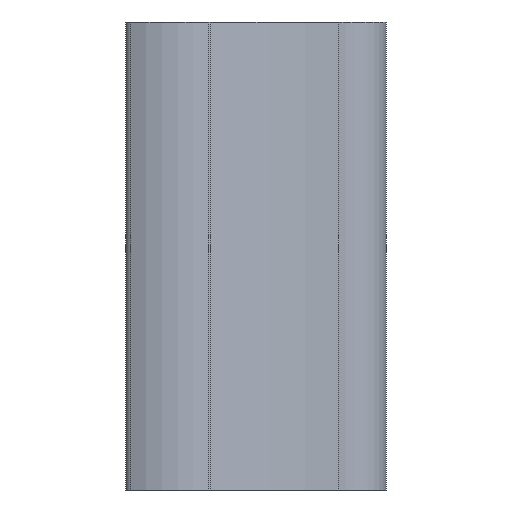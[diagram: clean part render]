
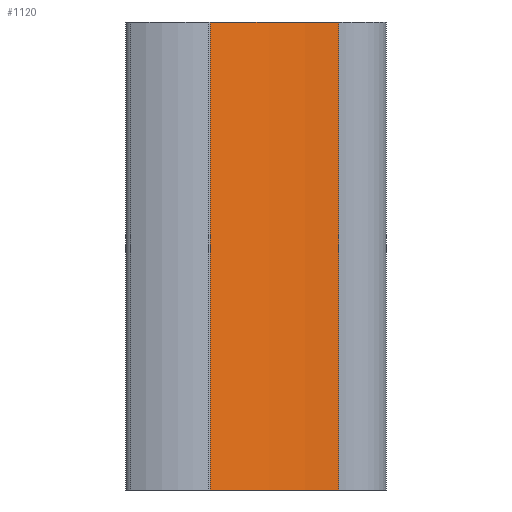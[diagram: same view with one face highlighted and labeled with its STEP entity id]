
A CAD part, left-side view. The second image highlights one B-rep face of the part: STEP entity #1120.
In plain terms, the highlighted free-form (B-spline) face has degree [5, 1] with [11, 2] control points.
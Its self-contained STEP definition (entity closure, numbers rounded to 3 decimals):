
#24=(
BOUNDED_CURVE()
B_SPLINE_CURVE(5,(#3832,#3833,#3834,#3835,#3836,#3837,#3838,#3839,#3840,
#3841,#3842),.UNSPECIFIED.,.F.,.F.)
B_SPLINE_CURVE_WITH_KNOTS((6,1,1,1,1,1,6),(0.007,0.1,0.2,
0.3,0.4,0.5,0.531),.UNSPECIFIED.)
CURVE()
GEOMETRIC_REPRESENTATION_ITEM()
RATIONAL_B_SPLINE_CURVE((1.,1.,1.,1.,1.,1.,1.,1.,1.,1.,1.))
REPRESENTATION_ITEM('')
);
#26=(
BOUNDED_CURVE()
B_SPLINE_CURVE(5,(#3896,#3897,#3898,#3899,#3900,#3901,#3902,#3903,#3904,
#3905,#3906),.UNSPECIFIED.,.F.,.F.)
B_SPLINE_CURVE_WITH_KNOTS((6,1,1,1,1,1,6),(0.007,0.1,0.2,
0.3,0.4,0.5,0.531),.UNSPECIFIED.)
CURVE()
GEOMETRIC_REPRESENTATION_ITEM()
RATIONAL_B_SPLINE_CURVE((1.,1.,1.,1.,1.,1.,1.,1.,1.,1.,1.))
REPRESENTATION_ITEM('')
);
#30=(
BOUNDED_SURFACE()
B_SPLINE_SURFACE(5,1,((#3872,#3873),(#3874,#3875),(#3876,#3877),(#3878,
#3879),(#3880,#3881),(#3882,#3883),(#3884,#3885),(#3886,#3887),(#3888,#3889),
(#3890,#3891),(#3892,#3893)),.UNSPECIFIED.,.F.,.F.,.F.)
B_SPLINE_SURFACE_WITH_KNOTS((6,1,1,1,1,1,6),(2,2),(0.007,
0.1,0.2,0.3,0.4,0.5,0.531),(0.,3.5),.UNSPECIFIED.)
GEOMETRIC_REPRESENTATION_ITEM()
RATIONAL_B_SPLINE_SURFACE(((1.,1.),(1.,1.),(1.,1.),(1.,1.),(1.,1.),(1.,
1.),(1.,1.),(1.,1.),(1.,1.),(1.,1.),(1.,1.)))
REPRESENTATION_ITEM('')
SURFACE()
);
#144=FACE_OUTER_BOUND('',#214,.T.);
#214=EDGE_LOOP('',(#978,#979,#980,#981));
#341=LINE('',#3907,#397);
#342=LINE('',#3908,#398);
#397=VECTOR('',#1447,10.);
#398=VECTOR('',#1448,10.);
#500=VERTEX_POINT('',#3824);
#501=VERTEX_POINT('',#3831);
#510=VERTEX_POINT('',#3894);
#511=VERTEX_POINT('',#3895);
#659=EDGE_CURVE('',#500,#501,#24,.T.);
#672=EDGE_CURVE('',#510,#511,#26,.T.);
#673=EDGE_CURVE('',#501,#511,#341,.T.);
#674=EDGE_CURVE('',#510,#500,#342,.T.);
#978=ORIENTED_EDGE('',*,*,#672,.T.);
#979=ORIENTED_EDGE('',*,*,#673,.F.);
#980=ORIENTED_EDGE('',*,*,#659,.F.);
#981=ORIENTED_EDGE('',*,*,#674,.F.);
#1120=ADVANCED_FACE('',(#144),#30,.T.);
#1447=DIRECTION('',(0.,0.,-1.));
#1448=DIRECTION('',(0.,0.,1.));
#3824=CARTESIAN_POINT('',(-6.304,22.148,35.));
#3831=CARTESIAN_POINT('',(-3.499,12.558,35.));
#3832=CARTESIAN_POINT('Ctrl Pts',(-6.304,22.148,35.));
#3833=CARTESIAN_POINT('Ctrl Pts',(-6.133,21.79,35.));
#3834=CARTESIAN_POINT('Ctrl Pts',(-5.788,21.047,35.));
#3835=CARTESIAN_POINT('Ctrl Pts',(-5.303,19.93,35.));
#3836=CARTESIAN_POINT('Ctrl Pts',(-4.732,18.451,35.));
#3837=CARTESIAN_POINT('Ctrl Pts',(-4.157,16.634,35.));
#3838=CARTESIAN_POINT('Ctrl Pts',(-3.793,15.082,35.));
#3839=CARTESIAN_POINT('Ctrl Pts',(-3.611,13.915,35.));
#3840=CARTESIAN_POINT('Ctrl Pts',(-3.533,13.114,35.));
#3841=CARTESIAN_POINT('Ctrl Pts',(-3.505,12.664,35.));
#3842=CARTESIAN_POINT('Ctrl Pts',(-3.499,12.558,35.));
#3872=CARTESIAN_POINT('Ctrl Pts',(-6.304,22.148,0.));
#3873=CARTESIAN_POINT('Ctrl Pts',(-6.304,22.148,35.));
#3874=CARTESIAN_POINT('Ctrl Pts',(-6.133,21.79,0.));
#3875=CARTESIAN_POINT('Ctrl Pts',(-6.133,21.79,35.));
#3876=CARTESIAN_POINT('Ctrl Pts',(-5.788,21.047,0.));
#3877=CARTESIAN_POINT('Ctrl Pts',(-5.788,21.047,35.));
#3878=CARTESIAN_POINT('Ctrl Pts',(-5.303,19.93,0.));
#3879=CARTESIAN_POINT('Ctrl Pts',(-5.303,19.93,35.));
#3880=CARTESIAN_POINT('Ctrl Pts',(-4.732,18.451,0.));
#3881=CARTESIAN_POINT('Ctrl Pts',(-4.732,18.451,35.));
#3882=CARTESIAN_POINT('Ctrl Pts',(-4.157,16.634,0.));
#3883=CARTESIAN_POINT('Ctrl Pts',(-4.157,16.634,35.));
#3884=CARTESIAN_POINT('Ctrl Pts',(-3.793,15.082,0.));
#3885=CARTESIAN_POINT('Ctrl Pts',(-3.793,15.082,35.));
#3886=CARTESIAN_POINT('Ctrl Pts',(-3.611,13.915,0.));
#3887=CARTESIAN_POINT('Ctrl Pts',(-3.611,13.915,35.));
#3888=CARTESIAN_POINT('Ctrl Pts',(-3.533,13.114,0.));
#3889=CARTESIAN_POINT('Ctrl Pts',(-3.533,13.114,35.));
#3890=CARTESIAN_POINT('Ctrl Pts',(-3.505,12.664,0.));
#3891=CARTESIAN_POINT('Ctrl Pts',(-3.505,12.664,35.));
#3892=CARTESIAN_POINT('Ctrl Pts',(-3.499,12.558,0.));
#3893=CARTESIAN_POINT('Ctrl Pts',(-3.499,12.558,35.));
#3894=CARTESIAN_POINT('',(-6.304,22.148,0.));
#3895=CARTESIAN_POINT('',(-3.499,12.558,0.));
#3896=CARTESIAN_POINT('Ctrl Pts',(-6.304,22.148,0.));
#3897=CARTESIAN_POINT('Ctrl Pts',(-6.133,21.79,0.));
#3898=CARTESIAN_POINT('Ctrl Pts',(-5.788,21.047,0.));
#3899=CARTESIAN_POINT('Ctrl Pts',(-5.303,19.93,0.));
#3900=CARTESIAN_POINT('Ctrl Pts',(-4.732,18.451,0.));
#3901=CARTESIAN_POINT('Ctrl Pts',(-4.157,16.634,0.));
#3902=CARTESIAN_POINT('Ctrl Pts',(-3.793,15.082,0.));
#3903=CARTESIAN_POINT('Ctrl Pts',(-3.611,13.915,0.));
#3904=CARTESIAN_POINT('Ctrl Pts',(-3.533,13.114,0.));
#3905=CARTESIAN_POINT('Ctrl Pts',(-3.505,12.664,0.));
#3906=CARTESIAN_POINT('Ctrl Pts',(-3.499,12.558,0.));
#3907=CARTESIAN_POINT('',(-3.499,12.558,0.));
#3908=CARTESIAN_POINT('',(-6.304,22.148,0.));
